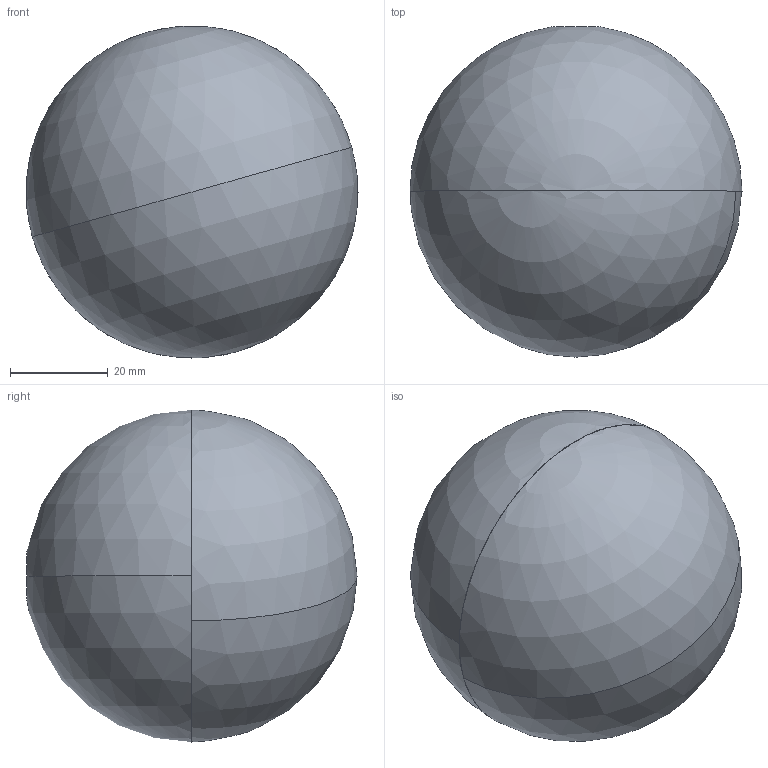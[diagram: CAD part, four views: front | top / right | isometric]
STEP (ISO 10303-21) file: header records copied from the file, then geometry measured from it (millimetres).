
FILE_DESCRIPTION (( 'STEP AP203' ), '1' );
FILE_NAME ('A_0220-070-B.STEP', '2021-04-14T07:27:38', ( '' ), ( '' ), 'SwSTEP 2.0', 'SolidWorks 2019', '' );
FILE_SCHEMA (( 'CONFIG_CONTROL_DESIGN' ));
Length unit declared in the file: millimetre
Products named in the file (5): A_0220-070-B.P2_skupina; A_0220-070-B; DIN 934_MATICA M 8; A_0220-070-B.P1; A_0220-070-B.P2
Assembly tree (4 placements, depth 3):
  A_0220-070-B
    A_0220-070-B.P2_skupina
      A_0220-070-B.P2
      DIN 934_MATICA M 8
    A_0220-070-B.P1
Bounding box: 68 x 67.63 x 68 mm (x, y, z)
Volume: 9188.7 mm3; surface area: 29268.9 mm2
Topology: 3 solids, 3 shells, 38 faces, 110 edges, 70 vertices
Faces by surface type: cone 16, plane 10, sphere 8, cylinder 4
Entity records: 1761 total; most frequent: CARTESIAN_POINT 330, DIRECTION 206, ORIENTED_EDGE 188, EDGE_CURVE 94, AXIS2_PLACEMENT_3D 90, VERTEX_POINT 62, PERSON_AND_ORGANIZATION 44, CIRCLE 44
